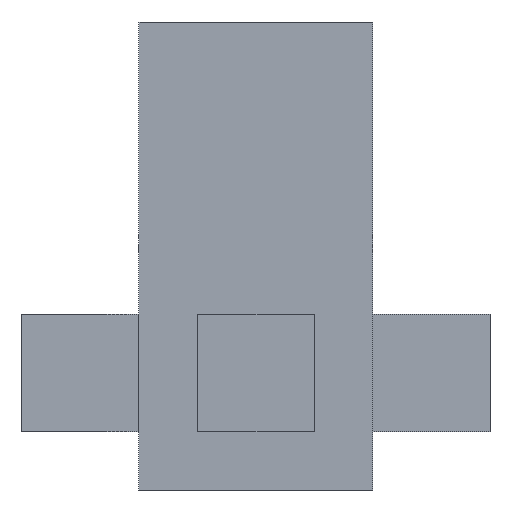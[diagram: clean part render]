
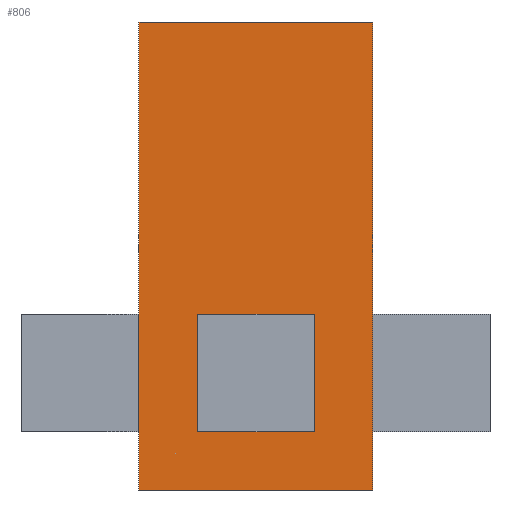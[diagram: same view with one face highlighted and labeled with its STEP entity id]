
A CAD part, left-side view. The second image highlights one B-rep face of the part: STEP entity #806.
In plain terms, the highlighted planar face has unit normal (-1, 0, 0).
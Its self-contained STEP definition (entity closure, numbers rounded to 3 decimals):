
#19=FACE_BOUND('',#151,.T.);
#61=PLANE('',#866);
#103=FACE_OUTER_BOUND('',#150,.T.);
#150=EDGE_LOOP('',(#692,#693,#694,#695));
#151=EDGE_LOOP('',(#696,#697,#698,#699));
#183=LINE('',#1121,#281);
#187=LINE('',#1129,#285);
#190=LINE('',#1135,#288);
#193=LINE('',#1140,#291);
#233=LINE('',#1229,#331);
#253=LINE('',#1268,#351);
#254=LINE('',#1270,#352);
#255=LINE('',#1271,#353);
#281=VECTOR('',#924,10.);
#285=VECTOR('',#930,10.);
#288=VECTOR('',#935,10.);
#291=VECTOR('',#940,10.);
#331=VECTOR('',#1020,10.);
#351=VECTOR('',#1052,10.);
#352=VECTOR('',#1055,10.);
#353=VECTOR('',#1056,10.);
#376=VERTEX_POINT('',#1119);
#377=VERTEX_POINT('',#1120);
#380=VERTEX_POINT('',#1128);
#382=VERTEX_POINT('',#1134);
#410=VERTEX_POINT('',#1225);
#412=VERTEX_POINT('',#1228);
#424=VERTEX_POINT('',#1264);
#425=VERTEX_POINT('',#1266);
#453=EDGE_CURVE('',#376,#377,#183,.T.);
#457=EDGE_CURVE('',#377,#380,#187,.T.);
#460=EDGE_CURVE('',#380,#382,#190,.T.);
#463=EDGE_CURVE('',#382,#376,#193,.T.);
#505=EDGE_CURVE('',#410,#412,#233,.T.);
#525=EDGE_CURVE('',#424,#425,#253,.T.);
#526=EDGE_CURVE('',#410,#424,#254,.T.);
#527=EDGE_CURVE('',#412,#425,#255,.T.);
#692=ORIENTED_EDGE('',*,*,#526,.T.);
#693=ORIENTED_EDGE('',*,*,#525,.T.);
#694=ORIENTED_EDGE('',*,*,#527,.F.);
#695=ORIENTED_EDGE('',*,*,#505,.F.);
#696=ORIENTED_EDGE('',*,*,#453,.T.);
#697=ORIENTED_EDGE('',*,*,#457,.T.);
#698=ORIENTED_EDGE('',*,*,#460,.T.);
#699=ORIENTED_EDGE('',*,*,#463,.T.);
#806=ADVANCED_FACE('',(#103,#19),#61,.T.);
#866=AXIS2_PLACEMENT_3D('',#1269,#1053,#1054);
#924=DIRECTION('',(0.,0.,1.));
#930=DIRECTION('',(0.,-1.,0.));
#935=DIRECTION('',(0.,0.,-1.));
#940=DIRECTION('',(0.,1.,0.));
#1020=DIRECTION('',(0.,1.,0.));
#1052=DIRECTION('',(0.,1.,0.));
#1053=DIRECTION('center_axis',(-1.,0.,0.));
#1054=DIRECTION('ref_axis',(0.,0.,1.));
#1055=DIRECTION('',(0.,0.,1.));
#1056=DIRECTION('',(0.,0.,1.));
#1119=CARTESIAN_POINT('',(0.,15.,5.));
#1120=CARTESIAN_POINT('',(0.,15.,15.));
#1121=CARTESIAN_POINT('',(0.,15.,7.5));
#1128=CARTESIAN_POINT('',(0.,5.,15.));
#1129=CARTESIAN_POINT('',(0.,2.5,15.));
#1134=CARTESIAN_POINT('',(0.,5.,5.));
#1135=CARTESIAN_POINT('',(0.,5.,2.5));
#1140=CARTESIAN_POINT('',(0.,7.5,5.));
#1225=CARTESIAN_POINT('',(0.,0.,0.));
#1228=CARTESIAN_POINT('',(0.,20.,0.));
#1229=CARTESIAN_POINT('',(0.,0.,0.));
#1264=CARTESIAN_POINT('',(0.,0.,40.));
#1266=CARTESIAN_POINT('',(0.,20.,40.));
#1268=CARTESIAN_POINT('',(0.,0.,40.));
#1269=CARTESIAN_POINT('Origin',(0.,0.,0.));
#1270=CARTESIAN_POINT('',(0.,0.,20.));
#1271=CARTESIAN_POINT('',(0.,20.,20.));
